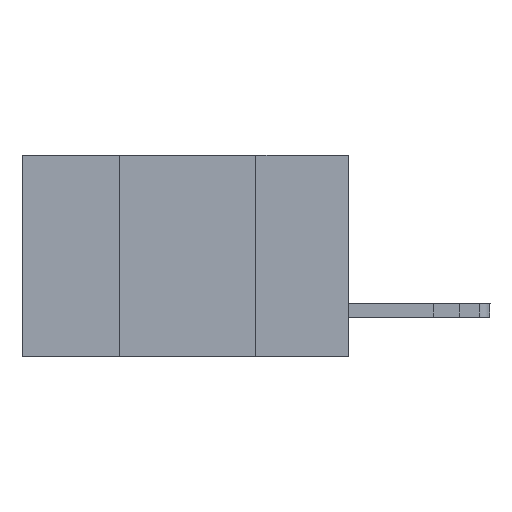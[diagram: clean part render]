
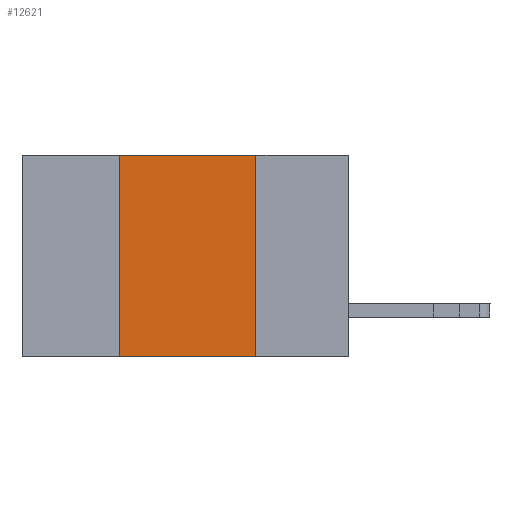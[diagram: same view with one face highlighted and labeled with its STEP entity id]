
A CAD part, left-side view. The second image highlights one B-rep face of the part: STEP entity #12621.
In plain terms, the highlighted planar face has unit normal (-1, 0, 0).
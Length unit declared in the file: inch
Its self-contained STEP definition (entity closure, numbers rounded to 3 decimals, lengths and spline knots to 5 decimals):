
#69 = EDGE_CURVE ( 'NONE', #4514, #2472, #8017, .T. ) ;
#322 = EDGE_CURVE ( 'NONE', #13380, #1803, #5957, .T. ) ;
#331 = DIRECTION ( 'NONE',  ( 0., 0., 1. ) ) ;
#746 = EDGE_CURVE ( 'NONE', #4514, #1803, #7570, .T. ) ;
#1021 = AXIS2_PLACEMENT_3D ( 'NONE', #11643, #1738, #1664 ) ;
#1101 = ORIENTED_EDGE ( 'NONE', *, *, #69, .F. ) ;
#1443 = VECTOR ( 'NONE', #11750, 39.37008 ) ;
#1664 = DIRECTION ( 'NONE',  ( 0., 0., -1. ) ) ;
#1738 = DIRECTION ( 'NONE',  ( 1., 0., 0. ) ) ;
#1803 = VERTEX_POINT ( 'NONE', #4945 ) ;
#2472 = VERTEX_POINT ( 'NONE', #9920 ) ;
#3027 = DIRECTION ( 'NONE',  ( 0., -1., 0. ) ) ;
#3288 = DIRECTION ( 'NONE',  ( 0., -1., 0. ) ) ;
#3339 = ORIENTED_EDGE ( 'NONE', *, *, #746, .T. ) ;
#3919 = FACE_OUTER_BOUND ( 'NONE', #4846, .T. ) ;
#4514 = VERTEX_POINT ( 'NONE', #9320 ) ;
#4731 = CARTESIAN_POINT ( 'NONE',  ( 0., 0.17, 0. ) ) ;
#4846 = EDGE_LOOP ( 'NONE', ( #6991, #6404, #1101, #3339 ) ) ;
#4851 = PLANE ( 'NONE',  #1021 ) ;
#4945 = CARTESIAN_POINT ( 'NONE',  ( 0., 0.17, -0.37 ) ) ;
#5217 = CARTESIAN_POINT ( 'NONE',  ( 0., 0.6, -0.37 ) ) ;
#5957 = LINE ( 'NONE', #8521, #1443 ) ;
#6404 = ORIENTED_EDGE ( 'NONE', *, *, #11737, .F. ) ;
#6991 = ORIENTED_EDGE ( 'NONE', *, *, #322, .F. ) ;
#7489 = LINE ( 'NONE', #8693, #11498 ) ;
#7570 = LINE ( 'NONE', #5217, #12358 ) ;
#8017 = LINE ( 'NONE', #13194, #8708 ) ;
#8521 = CARTESIAN_POINT ( 'NONE',  ( 0., 0.17, 0. ) ) ;
#8693 = CARTESIAN_POINT ( 'NONE',  ( 0., 0.6, 0. ) ) ;
#8708 = VECTOR ( 'NONE', #331, 39.37008 ) ;
#9320 = CARTESIAN_POINT ( 'NONE',  ( 0., 0.42, -0.37 ) ) ;
#9920 = CARTESIAN_POINT ( 'NONE',  ( 0., 0.42, 0. ) ) ;
#11498 = VECTOR ( 'NONE', #3288, 39.37008 ) ;
#11643 = CARTESIAN_POINT ( 'NONE',  ( 0., 0.6, 0. ) ) ;
#11737 = EDGE_CURVE ( 'NONE', #2472, #13380, #7489, .T. ) ;
#11750 = DIRECTION ( 'NONE',  ( 0., 0., -1. ) ) ;
#12358 = VECTOR ( 'NONE', #3027, 39.37008 ) ;
#12621 = ADVANCED_FACE ( 'NONE', ( #3919 ), #4851, .F. ) ;
#13194 = CARTESIAN_POINT ( 'NONE',  ( 0., 0.42, 0. ) ) ;
#13380 = VERTEX_POINT ( 'NONE', #4731 ) ;
